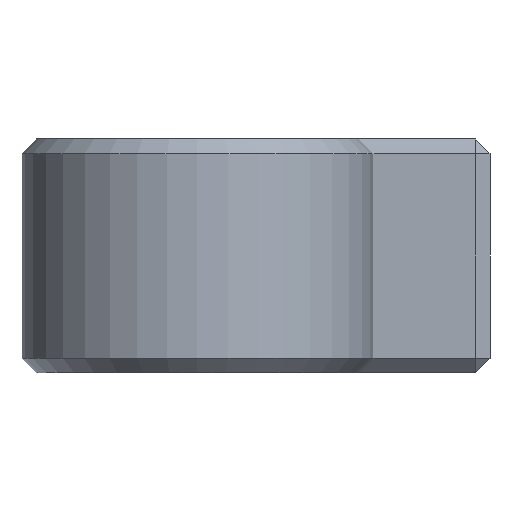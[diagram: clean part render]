
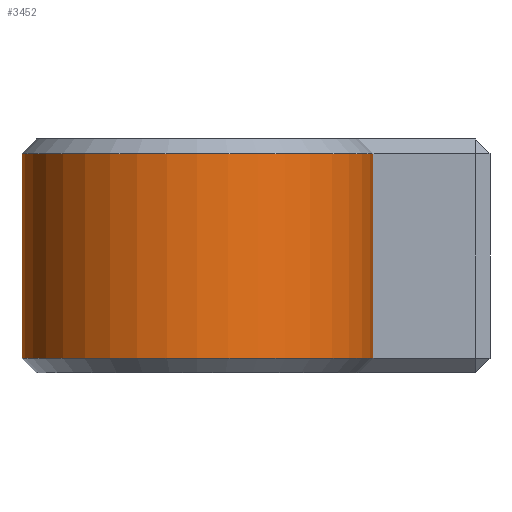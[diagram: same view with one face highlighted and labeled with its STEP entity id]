
A CAD part, front view. The second image highlights one B-rep face of the part: STEP entity #3452.
In plain terms, the highlighted cylindrical face has radius 12 mm (diameter 24 mm), a partial arc.
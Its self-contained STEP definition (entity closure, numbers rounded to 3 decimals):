
#1229 = CONICAL_SURFACE('',#1230,12.,0.785);
#1230 = AXIS2_PLACEMENT_3D('',#1231,#1232,#1233);
#1231 = CARTESIAN_POINT('',(0.,0.,1.));
#1232 = DIRECTION('',(0.,0.,1.));
#1233 = DIRECTION('',(-1.,0.,0.));
#1496 = CONICAL_SURFACE('',#1497,12.,0.785);
#1497 = AXIS2_PLACEMENT_3D('',#1498,#1499,#1500);
#1498 = CARTESIAN_POINT('',(0.,0.,15.));
#1499 = DIRECTION('',(-0.,-0.,-1.));
#1500 = DIRECTION('',(-1.,0.,0.));
#2145 = PLANE('',#2146);
#2146 = AXIS2_PLACEMENT_3D('',#2147,#2148,#2149);
#2147 = CARTESIAN_POINT('',(-12.,0.,0.));
#2148 = DIRECTION('',(1.,0.,0.));
#2149 = DIRECTION('',(0.,0.,1.));
#2205 = VERTEX_POINT('',#2206);
#2206 = CARTESIAN_POINT('',(-12.,0.,1.));
#2310 = EDGE_CURVE('',#2205,#2311,#2313,.T.);
#2311 = VERTEX_POINT('',#2312);
#2312 = CARTESIAN_POINT('',(12.,0.,1.));
#2313 = SURFACE_CURVE('',#2314,(#2319,#2326),.PCURVE_S1.);
#2314 = CIRCLE('',#2315,12.);
#2315 = AXIS2_PLACEMENT_3D('',#2316,#2317,#2318);
#2316 = CARTESIAN_POINT('',(0.,0.,1.));
#2317 = DIRECTION('',(0.,-0.,1.));
#2318 = DIRECTION('',(-1.,0.,0.));
#2319 = PCURVE('',#1229,#2320);
#2320 = DEFINITIONAL_REPRESENTATION('',(#2321),#2325);
#2321 = LINE('',#2322,#2323);
#2322 = CARTESIAN_POINT('',(0.,-0.));
#2323 = VECTOR('',#2324,1.);
#2324 = DIRECTION('',(1.,-0.));
#2325 = ( GEOMETRIC_REPRESENTATION_CONTEXT(2) 
PARAMETRIC_REPRESENTATION_CONTEXT() REPRESENTATION_CONTEXT('2D SPACE',''
  ) );
#2326 = PCURVE('',#2327,#2332);
#2327 = CYLINDRICAL_SURFACE('',#2328,12.);
#2328 = AXIS2_PLACEMENT_3D('',#2329,#2330,#2331);
#2329 = CARTESIAN_POINT('',(0.,0.,0.));
#2330 = DIRECTION('',(0.,0.,1.));
#2331 = DIRECTION('',(1.,0.,0.));
#2332 = DEFINITIONAL_REPRESENTATION('',(#2333),#2337);
#2333 = LINE('',#2334,#2335);
#2334 = CARTESIAN_POINT('',(3.142,1.));
#2335 = VECTOR('',#2336,1.);
#2336 = DIRECTION('',(1.,0.));
#2337 = ( GEOMETRIC_REPRESENTATION_CONTEXT(2) 
PARAMETRIC_REPRESENTATION_CONTEXT() REPRESENTATION_CONTEXT('2D SPACE',''
  ) );
#2456 = PLANE('',#2457);
#2457 = AXIS2_PLACEMENT_3D('',#2458,#2459,#2460);
#2458 = CARTESIAN_POINT('',(12.,0.,0.));
#2459 = DIRECTION('',(1.,0.,0.));
#2460 = DIRECTION('',(0.,0.,1.));
#2872 = VERTEX_POINT('',#2873);
#2873 = CARTESIAN_POINT('',(-12.,0.,15.));
#2966 = EDGE_CURVE('',#2872,#2967,#2969,.T.);
#2967 = VERTEX_POINT('',#2968);
#2968 = CARTESIAN_POINT('',(12.,0.,15.));
#2969 = SURFACE_CURVE('',#2970,(#2975,#2982),.PCURVE_S1.);
#2970 = CIRCLE('',#2971,12.);
#2971 = AXIS2_PLACEMENT_3D('',#2972,#2973,#2974);
#2972 = CARTESIAN_POINT('',(0.,0.,15.));
#2973 = DIRECTION('',(0.,0.,1.));
#2974 = DIRECTION('',(-1.,0.,0.));
#2975 = PCURVE('',#1496,#2976);
#2976 = DEFINITIONAL_REPRESENTATION('',(#2977),#2981);
#2977 = LINE('',#2978,#2979);
#2978 = CARTESIAN_POINT('',(-0.,-0.));
#2979 = VECTOR('',#2980,1.);
#2980 = DIRECTION('',(-1.,-0.));
#2981 = ( GEOMETRIC_REPRESENTATION_CONTEXT(2) 
PARAMETRIC_REPRESENTATION_CONTEXT() REPRESENTATION_CONTEXT('2D SPACE',''
  ) );
#2982 = PCURVE('',#2327,#2983);
#2983 = DEFINITIONAL_REPRESENTATION('',(#2984),#2988);
#2984 = LINE('',#2985,#2986);
#2985 = CARTESIAN_POINT('',(3.142,15.));
#2986 = VECTOR('',#2987,1.);
#2987 = DIRECTION('',(1.,0.));
#2988 = ( GEOMETRIC_REPRESENTATION_CONTEXT(2) 
PARAMETRIC_REPRESENTATION_CONTEXT() REPRESENTATION_CONTEXT('2D SPACE',''
  ) );
#3405 = EDGE_CURVE('',#2205,#2872,#3406,.T.);
#3406 = SURFACE_CURVE('',#3407,(#3411,#3418),.PCURVE_S1.);
#3407 = LINE('',#3408,#3409);
#3408 = CARTESIAN_POINT('',(-12.,0.,0.));
#3409 = VECTOR('',#3410,1.);
#3410 = DIRECTION('',(0.,0.,1.));
#3411 = PCURVE('',#2145,#3412);
#3412 = DEFINITIONAL_REPRESENTATION('',(#3413),#3417);
#3413 = LINE('',#3414,#3415);
#3414 = CARTESIAN_POINT('',(0.,0.));
#3415 = VECTOR('',#3416,1.);
#3416 = DIRECTION('',(1.,0.));
#3417 = ( GEOMETRIC_REPRESENTATION_CONTEXT(2) 
PARAMETRIC_REPRESENTATION_CONTEXT() REPRESENTATION_CONTEXT('2D SPACE',''
  ) );
#3418 = PCURVE('',#2327,#3419);
#3419 = DEFINITIONAL_REPRESENTATION('',(#3420),#3424);
#3420 = LINE('',#3421,#3422);
#3421 = CARTESIAN_POINT('',(3.142,0.));
#3422 = VECTOR('',#3423,1.);
#3423 = DIRECTION('',(0.,1.));
#3424 = ( GEOMETRIC_REPRESENTATION_CONTEXT(2) 
PARAMETRIC_REPRESENTATION_CONTEXT() REPRESENTATION_CONTEXT('2D SPACE',''
  ) );
#3452 = ADVANCED_FACE('',(#3453),#2327,.T.);
#3453 = FACE_BOUND('',#3454,.T.);
#3454 = EDGE_LOOP('',(#3455,#3476,#3477,#3478));
#3455 = ORIENTED_EDGE('',*,*,#3456,.T.);
#3456 = EDGE_CURVE('',#2311,#2967,#3457,.T.);
#3457 = SURFACE_CURVE('',#3458,(#3462,#3469),.PCURVE_S1.);
#3458 = LINE('',#3459,#3460);
#3459 = CARTESIAN_POINT('',(12.,0.,0.));
#3460 = VECTOR('',#3461,1.);
#3461 = DIRECTION('',(0.,0.,1.));
#3462 = PCURVE('',#2327,#3463);
#3463 = DEFINITIONAL_REPRESENTATION('',(#3464),#3468);
#3464 = LINE('',#3465,#3466);
#3465 = CARTESIAN_POINT('',(6.283,-0.));
#3466 = VECTOR('',#3467,1.);
#3467 = DIRECTION('',(0.,1.));
#3468 = ( GEOMETRIC_REPRESENTATION_CONTEXT(2) 
PARAMETRIC_REPRESENTATION_CONTEXT() REPRESENTATION_CONTEXT('2D SPACE',''
  ) );
#3469 = PCURVE('',#2456,#3470);
#3470 = DEFINITIONAL_REPRESENTATION('',(#3471),#3475);
#3471 = LINE('',#3472,#3473);
#3472 = CARTESIAN_POINT('',(0.,0.));
#3473 = VECTOR('',#3474,1.);
#3474 = DIRECTION('',(1.,0.));
#3475 = ( GEOMETRIC_REPRESENTATION_CONTEXT(2) 
PARAMETRIC_REPRESENTATION_CONTEXT() REPRESENTATION_CONTEXT('2D SPACE',''
  ) );
#3476 = ORIENTED_EDGE('',*,*,#2966,.F.);
#3477 = ORIENTED_EDGE('',*,*,#3405,.F.);
#3478 = ORIENTED_EDGE('',*,*,#2310,.T.);
